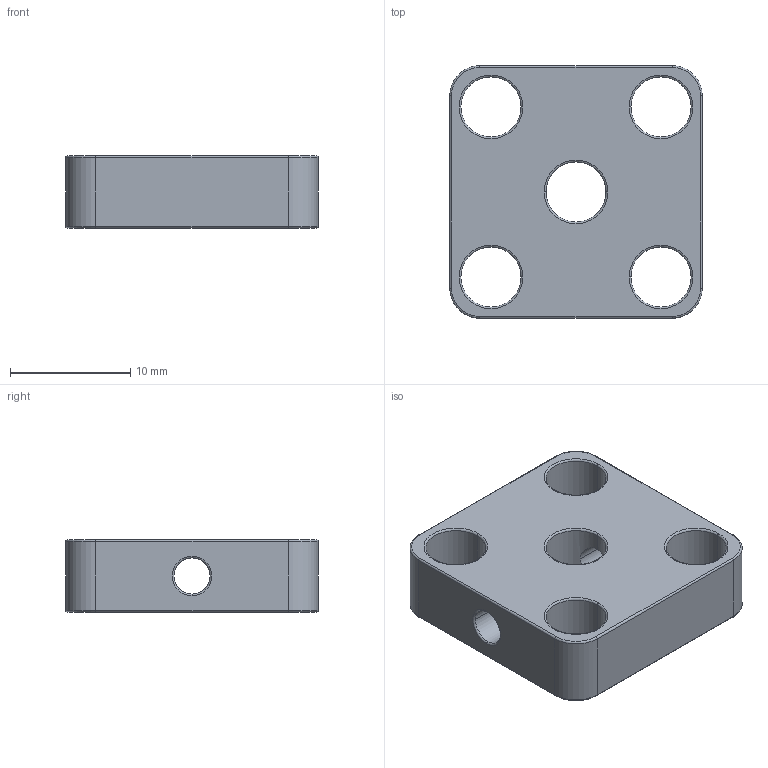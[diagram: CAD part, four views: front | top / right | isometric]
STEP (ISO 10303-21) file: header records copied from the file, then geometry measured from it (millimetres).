
FILE_DESCRIPTION (( 'STEP AP214' ), '1' );
FILE_NAME ('Mounting Hub 5mm.step', '2015-01-21T14:42:02', ( 'Mark' ), ( '' ), 'SwSTEP 2.0', 'SolidWorks 2013', '' );
FILE_SCHEMA (( 'AUTOMOTIVE_DESIGN' ));
Length unit declared in the file: millimetre
Products named in the file (1): Mounting Hub 5mm
Bounding box: 21 x 21 x 6 mm (x, y, z)
Volume: 1908.4 mm3; surface area: 1729.3 mm2
Topology: 1 solids, 1 shells, 64 faces, 154 edges, 90 vertices
Faces by surface type: torus 32, cylinder 26, plane 6
Entity records: 2032 total; most frequent: CARTESIAN_POINT 415, DIRECTION 382, ORIENTED_EDGE 308, AXIS2_PLACEMENT_3D 171, EDGE_CURVE 154, CIRCLE 106, VERTEX_POINT 90, EDGE_LOOP 76
